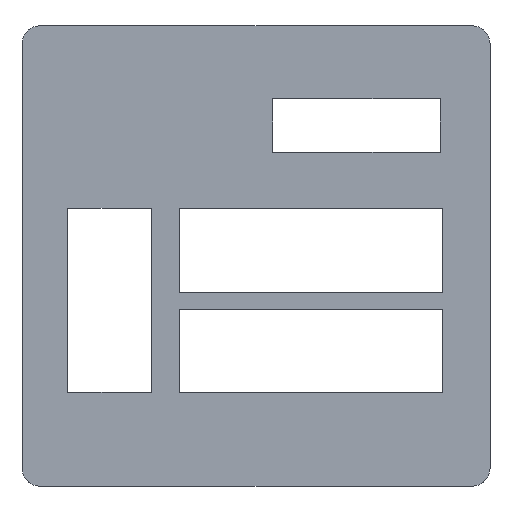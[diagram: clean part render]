
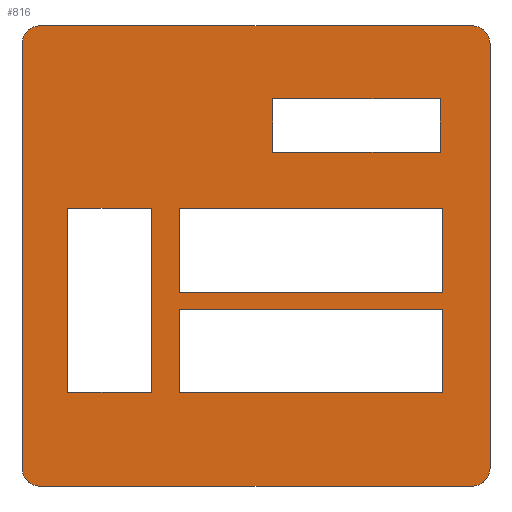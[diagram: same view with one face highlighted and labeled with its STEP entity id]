
A CAD part, top view. The second image highlights one B-rep face of the part: STEP entity #816.
In plain terms, the highlighted planar face has unit normal (0, 0, 1).
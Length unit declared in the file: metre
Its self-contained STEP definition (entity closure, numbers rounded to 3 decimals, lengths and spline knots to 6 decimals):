
#14=LINE('',#1427,#94);
#18=LINE('',#1435,#98);
#21=LINE('',#1441,#101);
#24=LINE('',#1448,#104);
#28=LINE('',#1456,#108);
#31=LINE('',#1462,#111);
#34=LINE('',#1469,#114);
#38=LINE('',#1477,#118);
#41=LINE('',#1483,#121);
#44=LINE('',#1490,#124);
#48=LINE('',#1498,#128);
#51=LINE('',#1504,#131);
#54=LINE('',#1511,#134);
#56=LINE('',#1515,#136);
#60=LINE('',#1524,#140);
#65=LINE('',#1534,#145);
#67=LINE('',#1537,#147);
#69=LINE('',#1540,#149);
#70=LINE('',#1542,#150);
#75=LINE('',#1552,#155);
#94=VECTOR('',#1212,1.);
#98=VECTOR('',#1218,1.);
#101=VECTOR('',#1223,1.);
#104=VECTOR('',#1228,1.);
#108=VECTOR('',#1234,1.);
#111=VECTOR('',#1239,1.);
#114=VECTOR('',#1244,1.);
#118=VECTOR('',#1250,1.);
#121=VECTOR('',#1255,1.);
#124=VECTOR('',#1260,1.);
#128=VECTOR('',#1266,1.);
#131=VECTOR('',#1271,1.);
#134=VECTOR('',#1276,1.);
#136=VECTOR('',#1280,1.);
#140=VECTOR('',#1286,1.);
#145=VECTOR('',#1293,1.);
#147=VECTOR('',#1297,1.);
#149=VECTOR('',#1301,1.);
#150=VECTOR('',#1304,1.);
#155=VECTOR('',#1311,1.);
#192=PLANE('',#1146);
#292=ORIENTED_EDGE('',*,*,#462,.F.);
#293=ORIENTED_EDGE('',*,*,#484,.T.);
#294=ORIENTED_EDGE('',*,*,#464,.T.);
#295=ORIENTED_EDGE('',*,*,#485,.T.);
#296=ORIENTED_EDGE('',*,*,#468,.T.);
#297=ORIENTED_EDGE('',*,*,#486,.T.);
#298=ORIENTED_EDGE('',*,*,#478,.F.);
#299=ORIENTED_EDGE('',*,*,#487,.T.);
#300=ORIENTED_EDGE('',*,*,#452,.F.);
#301=ORIENTED_EDGE('',*,*,#456,.T.);
#302=ORIENTED_EDGE('',*,*,#459,.T.);
#303=ORIENTED_EDGE('',*,*,#477,.F.);
#304=ORIENTED_EDGE('',*,*,#442,.T.);
#305=ORIENTED_EDGE('',*,*,#446,.T.);
#306=ORIENTED_EDGE('',*,*,#449,.F.);
#307=ORIENTED_EDGE('',*,*,#475,.F.);
#308=ORIENTED_EDGE('',*,*,#432,.F.);
#309=ORIENTED_EDGE('',*,*,#436,.F.);
#310=ORIENTED_EDGE('',*,*,#439,.F.);
#311=ORIENTED_EDGE('',*,*,#473,.F.);
#312=ORIENTED_EDGE('',*,*,#422,.F.);
#313=ORIENTED_EDGE('',*,*,#426,.T.);
#314=ORIENTED_EDGE('',*,*,#429,.T.);
#315=ORIENTED_EDGE('',*,*,#483,.F.);
#422=EDGE_CURVE('',#526,#527,#14,.T.);
#426=EDGE_CURVE('',#526,#529,#18,.T.);
#429=EDGE_CURVE('',#529,#531,#21,.T.);
#432=EDGE_CURVE('',#534,#535,#24,.T.);
#436=EDGE_CURVE('',#537,#534,#28,.T.);
#439=EDGE_CURVE('',#539,#537,#31,.T.);
#442=EDGE_CURVE('',#543,#542,#34,.T.);
#446=EDGE_CURVE('',#542,#545,#38,.T.);
#449=EDGE_CURVE('',#547,#545,#41,.T.);
#452=EDGE_CURVE('',#550,#551,#44,.T.);
#456=EDGE_CURVE('',#550,#553,#48,.T.);
#459=EDGE_CURVE('',#553,#555,#51,.T.);
#462=EDGE_CURVE('',#558,#559,#54,.T.);
#464=EDGE_CURVE('',#560,#561,#56,.T.);
#468=EDGE_CURVE('',#564,#565,#60,.T.);
#473=EDGE_CURVE('',#535,#539,#65,.T.);
#475=EDGE_CURVE('',#543,#547,#67,.T.);
#477=EDGE_CURVE('',#551,#555,#69,.T.);
#478=EDGE_CURVE('',#568,#569,#70,.T.);
#483=EDGE_CURVE('',#527,#531,#75,.T.);
#484=EDGE_CURVE('',#558,#560,#596,.T.);
#485=EDGE_CURVE('',#561,#564,#597,.T.);
#486=EDGE_CURVE('',#565,#569,#598,.T.);
#487=EDGE_CURVE('',#568,#559,#599,.T.);
#526=VERTEX_POINT('',#1426);
#527=VERTEX_POINT('',#1428);
#529=VERTEX_POINT('',#1434);
#531=VERTEX_POINT('',#1440);
#534=VERTEX_POINT('',#1447);
#535=VERTEX_POINT('',#1449);
#537=VERTEX_POINT('',#1455);
#539=VERTEX_POINT('',#1461);
#542=VERTEX_POINT('',#1468);
#543=VERTEX_POINT('',#1470);
#545=VERTEX_POINT('',#1476);
#547=VERTEX_POINT('',#1482);
#550=VERTEX_POINT('',#1489);
#551=VERTEX_POINT('',#1491);
#553=VERTEX_POINT('',#1497);
#555=VERTEX_POINT('',#1503);
#558=VERTEX_POINT('',#1510);
#559=VERTEX_POINT('',#1512);
#560=VERTEX_POINT('',#1516);
#561=VERTEX_POINT('',#1517);
#564=VERTEX_POINT('',#1525);
#565=VERTEX_POINT('',#1526);
#568=VERTEX_POINT('',#1543);
#569=VERTEX_POINT('',#1544);
#596=CIRCLE('',#1147,0.004);
#597=CIRCLE('',#1148,0.004);
#598=CIRCLE('',#1149,0.004);
#599=CIRCLE('',#1150,0.004);
#640=EDGE_LOOP('',(#292,#293,#294,#295,#296,#297,#298,#299));
#641=EDGE_LOOP('',(#300,#301,#302,#303));
#642=EDGE_LOOP('',(#304,#305,#306,#307));
#643=EDGE_LOOP('',(#308,#309,#310,#311));
#644=EDGE_LOOP('',(#312,#313,#314,#315));
#702=FACE_BOUND('',#640,.T.);
#703=FACE_BOUND('',#641,.T.);
#704=FACE_BOUND('',#642,.T.);
#705=FACE_BOUND('',#643,.T.);
#706=FACE_BOUND('',#644,.T.);
#816=ADVANCED_FACE('Face appearance 2',(#702,#703,#704,#705,#706),#192,
 .T.);
#1146=AXIS2_PLACEMENT_3D('',#1553,#1312,#1313);
#1147=AXIS2_PLACEMENT_3D('',#1554,#1314,#1315);
#1148=AXIS2_PLACEMENT_3D('',#1555,#1316,#1317);
#1149=AXIS2_PLACEMENT_3D('',#1556,#1318,#1319);
#1150=AXIS2_PLACEMENT_3D('',#1557,#1320,#1321);
#1212=DIRECTION('',(0.,-1.,0.));
#1218=DIRECTION('',(1.,0.,0.));
#1223=DIRECTION('',(0.,-1.,0.));
#1228=DIRECTION('',(1.,0.,0.));
#1234=DIRECTION('',(0.,-1.,0.));
#1239=DIRECTION('',(-1.,0.,0.));
#1244=DIRECTION('',(0.,1.,0.));
#1250=DIRECTION('',(1.,0.,0.));
#1255=DIRECTION('',(0.,1.,0.));
#1260=DIRECTION('',(1.,0.,0.));
#1266=DIRECTION('',(0.,1.,0.));
#1271=DIRECTION('',(1.,0.,0.));
#1276=DIRECTION('',(1.,0.,0.));
#1280=DIRECTION('',(0.,-1.,0.));
#1286=DIRECTION('',(1.,0.,0.));
#1293=DIRECTION('',(0.,1.,0.));
#1297=DIRECTION('',(1.,0.,0.));
#1301=DIRECTION('',(0.,1.,0.));
#1304=DIRECTION('',(0.,-1.,0.));
#1311=DIRECTION('',(1.,0.,0.));
#1312=DIRECTION('',(0.,0.,1.));
#1313=DIRECTION('',(1.,0.,0.));
#1314=DIRECTION('',(0.,0.,1.));
#1315=DIRECTION('',(1.,0.,0.));
#1316=DIRECTION('',(0.,0.,1.));
#1317=DIRECTION('',(1.,0.,0.));
#1318=DIRECTION('',(0.,0.,1.));
#1319=DIRECTION('',(1.,0.,0.));
#1320=DIRECTION('',(0.,0.,1.));
#1321=DIRECTION('',(1.,0.,0.));
#1426=CARTESIAN_POINT('',(0.003825,0.035795,0.005));
#1427=CARTESIAN_POINT('',(0.003825,0.029688,0.005));
#1428=CARTESIAN_POINT('',(0.003825,0.02358,0.005));
#1434=CARTESIAN_POINT('',(0.04191,0.035795,0.005));
#1435=CARTESIAN_POINT('',(0.022868,0.035795,0.005));
#1440=CARTESIAN_POINT('',(0.04191,0.02358,0.005));
#1441=CARTESIAN_POINT('',(0.04191,0.029688,0.005));
#1447=CARTESIAN_POINT('',(-0.042855,-0.031049,0.005));
#1448=CARTESIAN_POINT('',(-0.03333,-0.031049,0.005));
#1449=CARTESIAN_POINT('',(-0.023805,-0.031049,0.005));
#1455=CARTESIAN_POINT('',(-0.042855,0.01088,0.005));
#1456=CARTESIAN_POINT('',(-0.042855,-0.021524,0.005));
#1461=CARTESIAN_POINT('',(-0.023805,0.01088,0.005));
#1462=CARTESIAN_POINT('',(-0.03333,0.01088,0.005));
#1468=CARTESIAN_POINT('',(-0.017455,-0.01207,0.005));
#1469=CARTESIAN_POINT('',(-0.017455,-0.021595,0.005));
#1470=CARTESIAN_POINT('',(-0.017455,-0.03112,0.005));
#1476=CARTESIAN_POINT('',(0.042545,-0.01207,0.005));
#1477=CARTESIAN_POINT('',(0.012545,-0.01207,0.005));
#1482=CARTESIAN_POINT('',(0.042545,-0.03112,0.005));
#1483=CARTESIAN_POINT('',(0.042545,-0.021595,0.005));
#1489=CARTESIAN_POINT('',(-0.017455,-0.00827,0.005));
#1490=CARTESIAN_POINT('',(0.012545,-0.00827,0.005));
#1491=CARTESIAN_POINT('',(0.042545,-0.00827,0.005));
#1497=CARTESIAN_POINT('',(-0.017455,0.01088,0.005));
#1498=CARTESIAN_POINT('',(-0.017455,0.001305,0.005));
#1503=CARTESIAN_POINT('',(0.042545,0.01088,0.005));
#1504=CARTESIAN_POINT('',(0.012545,0.01088,0.005));
#1510=CARTESIAN_POINT('',(-0.04926,0.052375,0.005));
#1511=CARTESIAN_POINT('',(0.,0.052375,0.005));
#1512=CARTESIAN_POINT('',(0.04926,0.052375,0.005));
#1515=CARTESIAN_POINT('',(-0.05326,0.,0.005));
#1516=CARTESIAN_POINT('',(-0.05326,0.048375,0.005));
#1517=CARTESIAN_POINT('',(-0.05326,-0.048375,0.005));
#1524=CARTESIAN_POINT('',(0.,-0.052375,0.005));
#1525=CARTESIAN_POINT('',(-0.04926,-0.052375,0.005));
#1526=CARTESIAN_POINT('',(0.04926,-0.052375,0.005));
#1534=CARTESIAN_POINT('',(-0.023805,-0.00056,0.005));
#1537=CARTESIAN_POINT('',(0.012545,-0.03112,0.005));
#1540=CARTESIAN_POINT('',(0.042545,0.001305,0.005));
#1542=CARTESIAN_POINT('',(0.05326,0.,0.005));
#1543=CARTESIAN_POINT('',(0.05326,0.048375,0.005));
#1544=CARTESIAN_POINT('',(0.05326,-0.048375,0.005));
#1552=CARTESIAN_POINT('',(0.022868,0.02358,0.005));
#1553=CARTESIAN_POINT('',(0.,0.,0.005));
#1554=CARTESIAN_POINT('',(-0.04926,0.048375,0.005));
#1555=CARTESIAN_POINT('',(-0.04926,-0.048375,0.005));
#1556=CARTESIAN_POINT('',(0.04926,-0.048375,0.005));
#1557=CARTESIAN_POINT('',(0.04926,0.048375,0.005));
